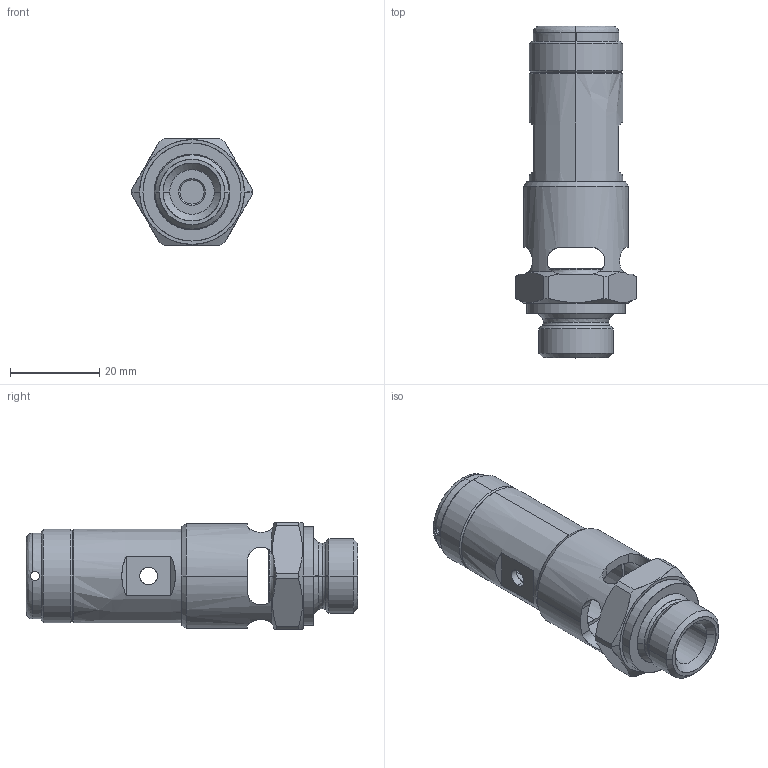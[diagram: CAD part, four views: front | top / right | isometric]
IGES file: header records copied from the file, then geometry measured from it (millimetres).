
Start section: SolidWorks IGES file using analytic representation for surfaces
Global section: file name: 410sGK_10  0,2-9bar.IGS; native system: SolidWorks 2016; preprocessor: SolidWorks 2016; author: Hehr; date: 170216.141129; units: millimetre
Bounding box: 27 x 74.5 x 24 mm (x, y, z)
Surface area: 12409.6 mm2 (no closed solid volume)
Topology: 0 solids, 0 shells, 237 faces, 3941 edges, 3941 vertices
Faces by surface type: revolution 155, bspline 82
